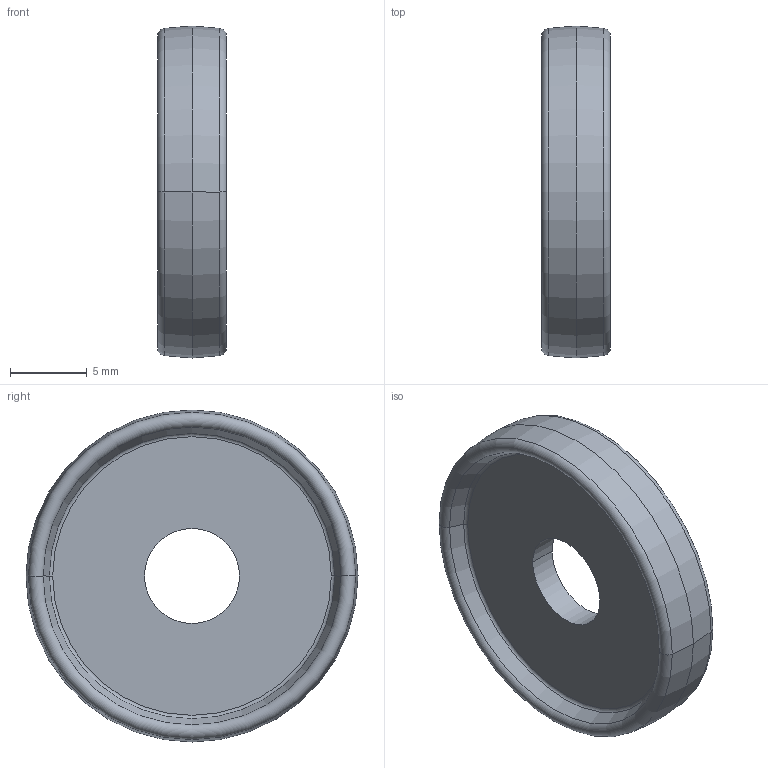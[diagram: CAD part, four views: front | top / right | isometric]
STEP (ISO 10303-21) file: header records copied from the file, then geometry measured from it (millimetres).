
FILE_DESCRIPTION (( 'STEP AP214' ), '1' );
FILE_NAME ('GK.MS.06.PS.STEP', '2020-03-26T11:51:43', ( '' ), ( '' ), 'SwSTEP 2.0', 'SolidWorks 2019', '' );
FILE_SCHEMA (( 'AUTOMOTIVE_DESIGN' ));
Length unit declared in the file: millimetre
Products named in the file (1): GK.MS.06.PS
Bounding box: 4.5 x 21.68 x 21.68 mm (x, y, z)
Volume: 793.9 mm3; surface area: 1059.8 mm2
Topology: 1 solids, 1 shells, 20 faces, 40 edges, 22 vertices
Faces by surface type: cone 8, torus 8, cylinder 2, plane 2
Entity records: 560 total; most frequent: DIRECTION 112, CARTESIAN_POINT 83, ORIENTED_EDGE 80, AXIS2_PLACEMENT_3D 51, EDGE_CURVE 40, CIRCLE 30, VERTEX_POINT 22, EDGE_LOOP 22
